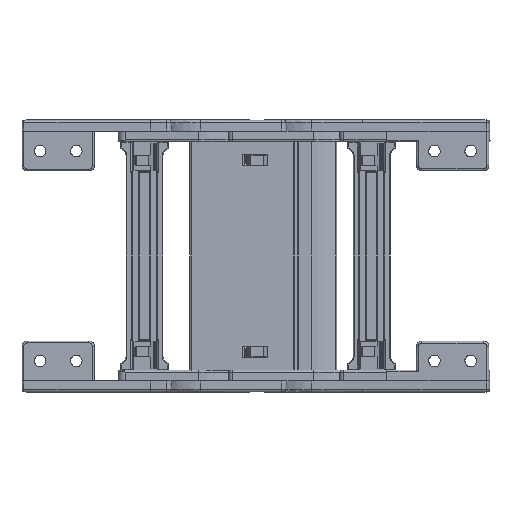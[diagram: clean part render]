
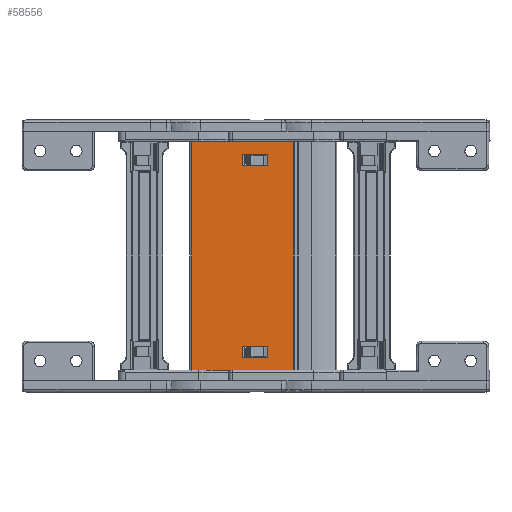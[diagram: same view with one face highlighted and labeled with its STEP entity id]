
A CAD part, front view. The second image highlights one B-rep face of the part: STEP entity #58556.
In plain terms, the highlighted planar face has unit normal (0, -1, 0).
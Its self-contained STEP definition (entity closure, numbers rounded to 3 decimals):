
#161 = EDGE_CURVE ( 'NONE', #81797, #5202, #8523, .T. ) ;
#488 = VECTOR ( 'NONE', #83112, 1000. ) ;
#1127 = VERTEX_POINT ( 'NONE', #41879 ) ;
#1408 = VECTOR ( 'NONE', #92805, 1000. ) ;
#1699 = VERTEX_POINT ( 'NONE', #68860 ) ;
#2331 = VECTOR ( 'NONE', #37597, 1000. ) ;
#4886 = CARTESIAN_POINT ( 'NONE',  ( -49.264, 143.854, 206.117 ) ) ;
#5202 = VERTEX_POINT ( 'NONE', #7238 ) ;
#5773 = CARTESIAN_POINT ( 'NONE',  ( -63.484, 143.854, 11.547 ) ) ;
#6629 = DIRECTION ( 'NONE',  ( -1., 0., 0. ) ) ;
#7238 = CARTESIAN_POINT ( 'NONE',  ( -63.484, 143.854, 111.447 ) ) ;
#7442 = CARTESIAN_POINT ( 'NONE',  ( -105.464, 143.854, 124.497 ) ) ;
#8183 = DIRECTION ( 'NONE',  ( -1., 0., 0. ) ) ;
#8523 = LINE ( 'NONE', #15146, #488 ) ;
#9017 = CARTESIAN_POINT ( 'NONE',  ( -80.484, 143.854, -1.503 ) ) ;
#9035 = DIRECTION ( 'NONE',  ( 0., 0., -1. ) ) ;
#10736 = EDGE_LOOP ( 'NONE', ( #81266, #90790, #43756, #81326 ) ) ;
#11123 = CARTESIAN_POINT ( 'NONE',  ( -63.484, 143.854, 117.747 ) ) ;
#12248 = VECTOR ( 'NONE', #6629, 1000. ) ;
#15097 = VERTEX_POINT ( 'NONE', #7442 ) ;
#15146 = CARTESIAN_POINT ( 'NONE',  ( -63.484, 143.854, 111.447 ) ) ;
#15228 = LINE ( 'NONE', #16097, #80663 ) ;
#16097 = CARTESIAN_POINT ( 'NONE',  ( -77.484, 143.854, 11.547 ) ) ;
#16389 = CARTESIAN_POINT ( 'NONE',  ( -63.484, 143.854, 11.547 ) ) ;
#18070 = AXIS2_PLACEMENT_3D ( 'NONE', #59122, #66205, #80266 ) ;
#20085 = VECTOR ( 'NONE', #62440, 1000. ) ;
#20661 = LINE ( 'NONE', #9017, #2331 ) ;
#21178 = EDGE_CURVE ( 'NONE', #15097, #43536, #72396, .T. ) ;
#21761 = EDGE_CURVE ( 'NONE', #79678, #43536, #20661, .T. ) ;
#23755 = ORIENTED_EDGE ( 'NONE', *, *, #38308, .F. ) ;
#23843 = EDGE_LOOP ( 'NONE', ( #80417, #37479, #24548, #65185 ) ) ;
#23989 = VECTOR ( 'NONE', #49157, 1000. ) ;
#24135 = CARTESIAN_POINT ( 'NONE',  ( -49.264, 143.854, -1.503 ) ) ;
#24548 = ORIENTED_EDGE ( 'NONE', *, *, #71814, .T. ) ;
#27621 = CARTESIAN_POINT ( 'NONE',  ( -105.464, 143.854, -1.503 ) ) ;
#28417 = CARTESIAN_POINT ( 'NONE',  ( -77.484, 143.854, 117.747 ) ) ;
#30663 = CARTESIAN_POINT ( 'NONE',  ( -77.484, 143.854, 111.447 ) ) ;
#31540 = EDGE_CURVE ( 'NONE', #1699, #32924, #41553, .T. ) ;
#32924 = VERTEX_POINT ( 'NONE', #16389 ) ;
#34064 = LINE ( 'NONE', #58927, #12248 ) ;
#34593 = VECTOR ( 'NONE', #91653, 1000. ) ;
#35622 = CARTESIAN_POINT ( 'NONE',  ( -77.484, 143.854, 5.247 ) ) ;
#37131 = VERTEX_POINT ( 'NONE', #39860 ) ;
#37479 = ORIENTED_EDGE ( 'NONE', *, *, #52849, .T. ) ;
#37597 = DIRECTION ( 'NONE',  ( -1., 0., 0. ) ) ;
#37788 = LINE ( 'NONE', #64222, #23989 ) ;
#38308 = EDGE_CURVE ( 'NONE', #92154, #1699, #37788, .T. ) ;
#39860 = CARTESIAN_POINT ( 'NONE',  ( -49.264, 143.854, 124.497 ) ) ;
#40459 = FACE_OUTER_BOUND ( 'NONE', #10736, .T. ) ;
#41553 = LINE ( 'NONE', #5773, #65712 ) ;
#41879 = CARTESIAN_POINT ( 'NONE',  ( -77.484, 143.854, 11.547 ) ) ;
#43536 = VERTEX_POINT ( 'NONE', #27621 ) ;
#43756 = ORIENTED_EDGE ( 'NONE', *, *, #49922, .F. ) ;
#43992 = ORIENTED_EDGE ( 'NONE', *, *, #56957, .F. ) ;
#47381 = LINE ( 'NONE', #4886, #1408 ) ;
#47396 = CARTESIAN_POINT ( 'NONE',  ( -77.484, 143.854, 111.447 ) ) ;
#48315 = CARTESIAN_POINT ( 'NONE',  ( -80.484, 143.854, 124.497 ) ) ;
#49157 = DIRECTION ( 'NONE',  ( 1., 0., 0. ) ) ;
#49922 = EDGE_CURVE ( 'NONE', #37131, #79678, #47381, .T. ) ;
#50653 = CARTESIAN_POINT ( 'NONE',  ( -77.484, 143.854, 111.447 ) ) ;
#52849 = EDGE_CURVE ( 'NONE', #61359, #61707, #88527, .T. ) ;
#55444 = CARTESIAN_POINT ( 'NONE',  ( -105.464, 143.854, 206.117 ) ) ;
#56481 = FACE_BOUND ( 'NONE', #86346, .T. ) ;
#56957 = EDGE_CURVE ( 'NONE', #1127, #92154, #15228, .T. ) ;
#57833 = PLANE ( 'NONE',  #18070 ) ;
#58556 = ADVANCED_FACE ( 'NONE', ( #76002, #40459, #56481 ), #57833, .F. ) ;
#58927 = CARTESIAN_POINT ( 'NONE',  ( -77.484, 143.854, 11.547 ) ) ;
#59122 = CARTESIAN_POINT ( 'NONE',  ( -80.484, 143.854, 124.497 ) ) ;
#59311 = VECTOR ( 'NONE', #83518, 1000. ) ;
#61359 = VERTEX_POINT ( 'NONE', #50653 ) ;
#61707 = VERTEX_POINT ( 'NONE', #28417 ) ;
#62102 = VECTOR ( 'NONE', #62203, 1000. ) ;
#62203 = DIRECTION ( 'NONE',  ( 0., 0., -1. ) ) ;
#62440 = DIRECTION ( 'NONE',  ( -1., 0., 0. ) ) ;
#62691 = LINE ( 'NONE', #84130, #59311 ) ;
#64222 = CARTESIAN_POINT ( 'NONE',  ( -77.484, 143.854, 5.247 ) ) ;
#65185 = ORIENTED_EDGE ( 'NONE', *, *, #161, .T. ) ;
#65712 = VECTOR ( 'NONE', #85659, 1000. ) ;
#66205 = DIRECTION ( 'NONE',  ( 0., 1., 0. ) ) ;
#68860 = CARTESIAN_POINT ( 'NONE',  ( -63.484, 143.854, 5.247 ) ) ;
#71308 = ORIENTED_EDGE ( 'NONE', *, *, #31540, .F. ) ;
#71711 = LINE ( 'NONE', #48315, #20085 ) ;
#71814 = EDGE_CURVE ( 'NONE', #61707, #81797, #62691, .T. ) ;
#72126 = LINE ( 'NONE', #30663, #91644 ) ;
#72396 = LINE ( 'NONE', #55444, #62102 ) ;
#73715 = EDGE_CURVE ( 'NONE', #32924, #1127, #34064, .T. ) ;
#75120 = EDGE_CURVE ( 'NONE', #37131, #15097, #71711, .T. ) ;
#76002 = FACE_BOUND ( 'NONE', #23843, .T. ) ;
#79678 = VERTEX_POINT ( 'NONE', #24135 ) ;
#80266 = DIRECTION ( 'NONE',  ( 0., 0., -1. ) ) ;
#80417 = ORIENTED_EDGE ( 'NONE', *, *, #82005, .T. ) ;
#80663 = VECTOR ( 'NONE', #9035, 1000. ) ;
#81266 = ORIENTED_EDGE ( 'NONE', *, *, #21178, .T. ) ;
#81326 = ORIENTED_EDGE ( 'NONE', *, *, #75120, .T. ) ;
#81797 = VERTEX_POINT ( 'NONE', #11123 ) ;
#82005 = EDGE_CURVE ( 'NONE', #5202, #61359, #72126, .T. ) ;
#83112 = DIRECTION ( 'NONE',  ( 0., 0., -1. ) ) ;
#83518 = DIRECTION ( 'NONE',  ( 1., 0., 0. ) ) ;
#84130 = CARTESIAN_POINT ( 'NONE',  ( -77.484, 143.854, 117.747 ) ) ;
#85659 = DIRECTION ( 'NONE',  ( 0., 0., 1. ) ) ;
#86346 = EDGE_LOOP ( 'NONE', ( #87033, #71308, #23755, #43992 ) ) ;
#87033 = ORIENTED_EDGE ( 'NONE', *, *, #73715, .F. ) ;
#88527 = LINE ( 'NONE', #47396, #34593 ) ;
#90790 = ORIENTED_EDGE ( 'NONE', *, *, #21761, .F. ) ;
#91644 = VECTOR ( 'NONE', #8183, 1000. ) ;
#91653 = DIRECTION ( 'NONE',  ( 0., 0., 1. ) ) ;
#92154 = VERTEX_POINT ( 'NONE', #35622 ) ;
#92805 = DIRECTION ( 'NONE',  ( 0., 0., -1. ) ) ;
